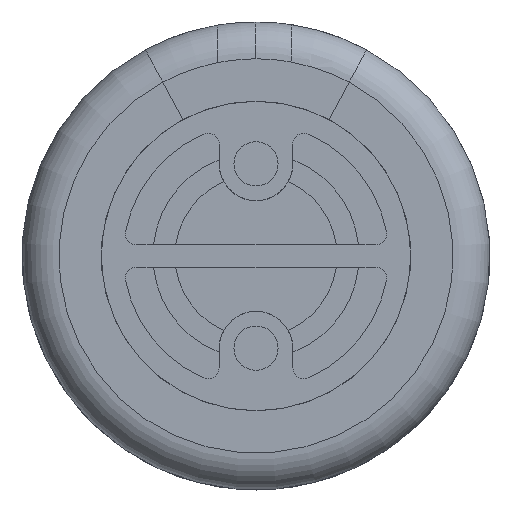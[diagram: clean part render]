
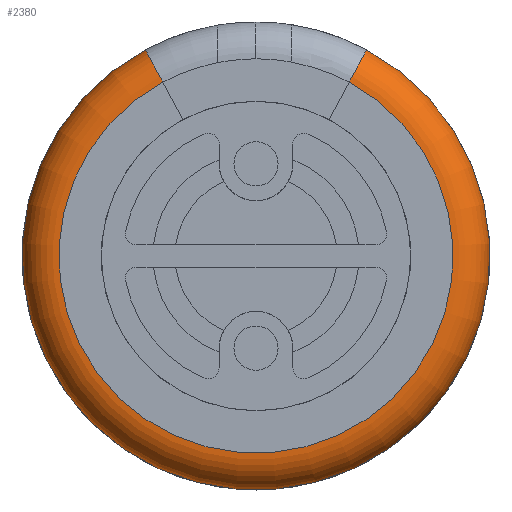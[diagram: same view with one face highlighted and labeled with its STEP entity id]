
A CAD part, front view. The second image highlights one B-rep face of the part: STEP entity #2380.
In plain terms, the highlighted toroidal (fillet/blend) face has major radius 2.675 mm and minor radius 0.5 mm.
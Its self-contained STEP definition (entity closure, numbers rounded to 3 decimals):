
#399 = CARTESIAN_POINT ( 'NONE',  ( 0., 0.5, 0. ) ) ;
#400 = DIRECTION ( 'NONE',  ( 0., 1., 0. ) ) ;
#401 = DIRECTION ( 'NONE',  ( 0., 0., 1. ) ) ;
#453 = CARTESIAN_POINT ( 'NONE',  ( 0., 0.5, 0. ) ) ;
#454 = DIRECTION ( 'NONE',  ( 0., 1., 0. ) ) ;
#455 = DIRECTION ( 'NONE',  ( 0., 0., 1. ) ) ;
#901 = ORIENTED_EDGE ( 'NONE', *, *, #2595, .F. ) ;
#955 = ORIENTED_EDGE ( 'NONE', *, *, #2584, .F. ) ;
#991 = ORIENTED_EDGE ( 'NONE', *, *, #2256, .T. ) ;
#1021 = ORIENTED_EDGE ( 'NONE', *, *, #2369, .F. ) ;
#1279 = CIRCLE ( 'NONE', #4499, 0.5 ) ;
#1283 = CIRCLE ( 'NONE', #4524, 0.5 ) ;
#1399 = TOROIDAL_SURFACE ( 'NONE', #4316, 2.675, 0.5 ) ;
#1408 = CIRCLE ( 'NONE', #4400, 3.175 ) ;
#1496 = CIRCLE ( 'NONE', #3107, 2.675 ) ;
#1720 = VERTEX_POINT ( 'NONE', #2154 ) ;
#1727 = VERTEX_POINT ( 'NONE', #2161 ) ;
#2154 = CARTESIAN_POINT ( 'NONE',  ( 1.5, 0.5, 2.798 ) ) ;
#2161 = CARTESIAN_POINT ( 'NONE',  ( 1.264, 0., 2.358 ) ) ;
#2256 = EDGE_CURVE ( 'NONE', #1727, #2743, #1496, .T. ) ;
#2369 = EDGE_CURVE ( 'NONE', #1720, #2726, #1408, .T. ) ;
#2380 = ADVANCED_FACE ( 'NONE', ( #4347 ), #1399, .T. ) ;
#2584 = EDGE_CURVE ( 'NONE', #1727, #1720, #1283, .T. ) ;
#2595 = EDGE_CURVE ( 'NONE', #2726, #2743, #1279, .T. ) ;
#2726 = VERTEX_POINT ( 'NONE', #5182 ) ;
#2743 = VERTEX_POINT ( 'NONE', #5199 ) ;
#3107 = AXIS2_PLACEMENT_3D ( 'NONE', #3666, #3667, #3668 ) ;
#3666 = CARTESIAN_POINT ( 'NONE',  ( 0., 0., 0. ) ) ;
#3667 = DIRECTION ( 'NONE',  ( 0., 1., 0. ) ) ;
#3668 = DIRECTION ( 'NONE',  ( 0., 0., 1. ) ) ;
#4088 = CARTESIAN_POINT ( 'NONE',  ( 1.264, 0.5, 2.358 ) ) ;
#4089 = DIRECTION ( 'NONE',  ( -0.881, 0., 0.472 ) ) ;
#4090 = DIRECTION ( 'NONE',  ( 0.472, 0., 0.881 ) ) ;
#4127 = CARTESIAN_POINT ( 'NONE',  ( -1.264, 0.5, 2.358 ) ) ;
#4131 = DIRECTION ( 'NONE',  ( 0.881, 0., 0.472 ) ) ;
#4132 = DIRECTION ( 'NONE',  ( 0.472, 0., -0.881 ) ) ;
#4270 = EDGE_LOOP ( 'NONE', ( #901, #1021, #955, #991 ) ) ;
#4316 = AXIS2_PLACEMENT_3D ( 'NONE', #453, #454, #455 ) ;
#4347 = FACE_OUTER_BOUND ( 'NONE', #4270, .T. ) ;
#4400 = AXIS2_PLACEMENT_3D ( 'NONE', #399, #400, #401 ) ;
#4499 = AXIS2_PLACEMENT_3D ( 'NONE', #4127, #4131, #4132 ) ;
#4524 = AXIS2_PLACEMENT_3D ( 'NONE', #4088, #4089, #4090 ) ;
#5182 = CARTESIAN_POINT ( 'NONE',  ( -1.5, 0.5, 2.798 ) ) ;
#5199 = CARTESIAN_POINT ( 'NONE',  ( -1.264, 0., 2.358 ) ) ;
